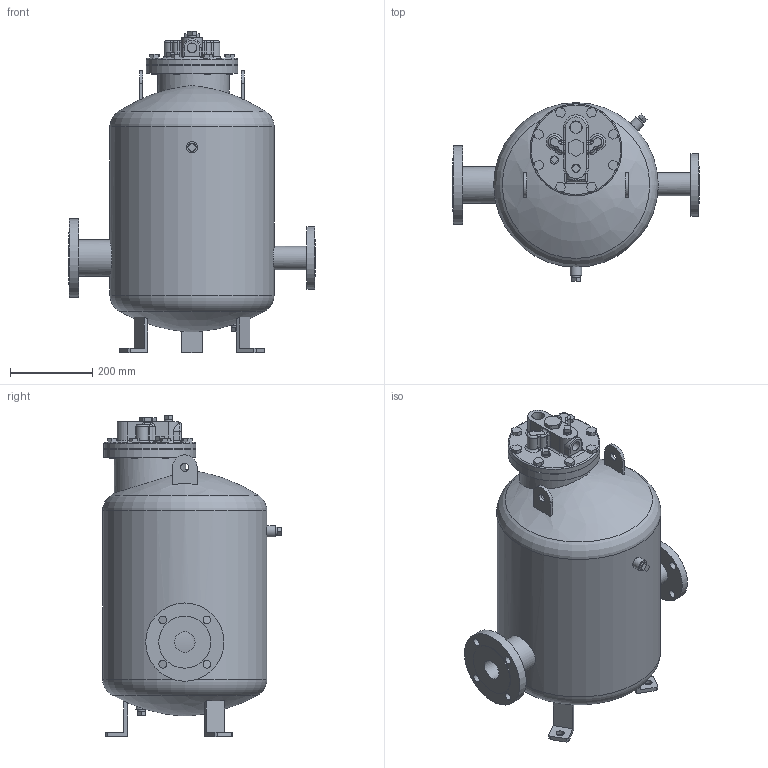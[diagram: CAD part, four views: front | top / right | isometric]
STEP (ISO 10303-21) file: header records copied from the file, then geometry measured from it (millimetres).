
FILE_DESCRIPTION(/* description */ (''),/* implementation_level */ '2;1');
FILE_NAME(/* name */ 'gp10f-080-a0150-00.stp',/* time_stamp */ '2019-05-31T10:40:16+09:00',/* author */ ('nakaot'),/* organization */ (''),/* preprocessor_version */ 'ST-DEVELOPER v15.6',/* originating_system */ 'Autodesk Inventor 2015',/* authorisation */ '');
FILE_SCHEMA (('AUTOMOTIVE_DESIGN { 1 0 10303 214 3 1 1 }'));
Length unit declared in the file: millimetre
Products named in the file (1): gp10f-080-a0150-00
Bounding box: 600 x 435 x 782 mm (x, y, z)
Volume: 69978570.1 mm3; surface area: 1353496.1 mm2
Topology: 4 solids, 4 shells, 321 faces, 759 edges, 473 vertices
Faces by surface type: plane 188, cylinder 98, torus 23, sphere 6, bspline 4, cone 2
Full cylindrical faces by diameter (mm): 14 x16, 19 x11, 20 x8, 23 x1, 28 x4, 29 x1, 50 x1, 57 x1, 65.458 x1, 89.9 x1, 91.9 x1, 127 x1, 152.4 x1, 174 x1, 190.5 x1, 224 x2, 400 x1
Entity records: 9340 total; most frequent: CARTESIAN_POINT 2156, DIRECTION 1493, ORIENTED_EDGE 1356, EDGE_CURVE 677, AXIS2_PLACEMENT_3D 548, EDGE_LOOP 459, VERTEX_POINT 459, LINE 397
